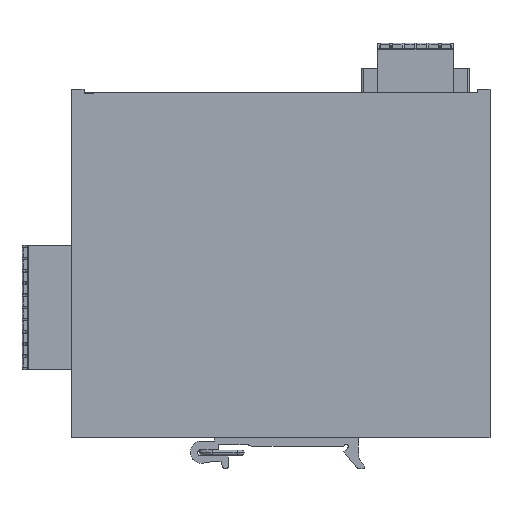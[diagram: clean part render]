
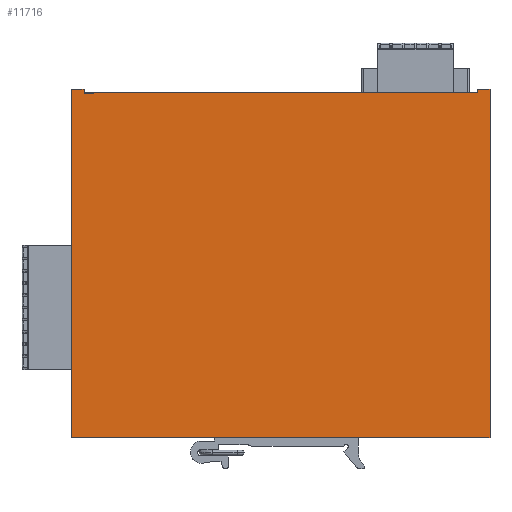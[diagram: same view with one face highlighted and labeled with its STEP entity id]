
A CAD part, left-side view. The second image highlights one B-rep face of the part: STEP entity #11716.
In plain terms, the highlighted planar face has unit normal (-1, 0, 0).
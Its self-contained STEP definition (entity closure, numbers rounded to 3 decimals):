
#11692=AXIS2_PLACEMENT_3D('Plane Axis2P3D',#11689,#11690,#11691) ;
#116=CARTESIAN_POINT('Line Origine',(0.,60.,9.003)) ;
#120=CARTESIAN_POINT('Vertex',(0.,120.,9.003)) ;
#122=CARTESIAN_POINT('Vertex',(0.,0.,9.003)) ;
#175=CARTESIAN_POINT('Line Origine',(0.,120.,59.003)) ;
#179=CARTESIAN_POINT('Vertex',(0.,120.,109.003)) ;
#2038=CARTESIAN_POINT('Vertex',(0.,0.,109.003)) ;
#2041=CARTESIAN_POINT('Line Origine',(0.,0.,59.003)) ;
#2070=CARTESIAN_POINT('Line Origine',(0.,1.75,109.003)) ;
#2074=CARTESIAN_POINT('Vertex',(0.,3.5,109.003)) ;
#2103=CARTESIAN_POINT('Vertex',(0.,116.5,109.003)) ;
#2111=CARTESIAN_POINT('Line Origine',(0.,118.25,109.003)) ;
#11503=CARTESIAN_POINT('Vertex',(0.,3.5,107.903)) ;
#11506=CARTESIAN_POINT('Line Origine',(0.,3.5,108.453)) ;
#11689=CARTESIAN_POINT('Axis2P3D Location',(0.,60.5,9.003)) ;
#11694=CARTESIAN_POINT('Line Origine',(0.,116.5,108.453)) ;
#11698=CARTESIAN_POINT('Vertex',(0.,116.5,107.903)) ;
#11701=CARTESIAN_POINT('Line Origine',(0.,60.,107.903)) ;
#117=DIRECTION('Vector Direction',(0.,1.,0.)) ;
#176=DIRECTION('Vector Direction',(0.,0.,1.)) ;
#2042=DIRECTION('Vector Direction',(0.,0.,1.)) ;
#2071=DIRECTION('Vector Direction',(0.,1.,0.)) ;
#2112=DIRECTION('Vector Direction',(0.,1.,0.)) ;
#11507=DIRECTION('Vector Direction',(0.,0.,-1.)) ;
#11690=DIRECTION('Axis2P3D Direction',(-1.,0.,0.)) ;
#11691=DIRECTION('Axis2P3D XDirection',(0.,1.,0.)) ;
#11695=DIRECTION('Vector Direction',(0.,0.,1.)) ;
#11702=DIRECTION('Vector Direction',(0.,1.,0.)) ;
#118=VECTOR('Line Direction',#117,1.) ;
#177=VECTOR('Line Direction',#176,1.) ;
#2043=VECTOR('Line Direction',#2042,1.) ;
#2072=VECTOR('Line Direction',#2071,1.) ;
#2113=VECTOR('Line Direction',#2112,1.) ;
#11508=VECTOR('Line Direction',#11507,1.) ;
#11696=VECTOR('Line Direction',#11695,1.) ;
#11703=VECTOR('Line Direction',#11702,1.) ;
#11707=ORIENTED_EDGE('',*,*,#11700,.T.) ;
#11708=ORIENTED_EDGE('',*,*,#2115,.T.) ;
#11709=ORIENTED_EDGE('',*,*,#181,.T.) ;
#11710=ORIENTED_EDGE('',*,*,#124,.T.) ;
#11711=ORIENTED_EDGE('',*,*,#2045,.T.) ;
#11712=ORIENTED_EDGE('',*,*,#2076,.T.) ;
#11713=ORIENTED_EDGE('',*,*,#11510,.F.) ;
#11714=ORIENTED_EDGE('',*,*,#11705,.T.) ;
#11716=ADVANCED_FACE('SWITCH',(#11715),#11693,.T.) ;
#124=EDGE_CURVE('',#121,#123,#119,.F.) ;
#181=EDGE_CURVE('',#180,#121,#178,.F.) ;
#2045=EDGE_CURVE('',#123,#2039,#2044,.T.) ;
#2076=EDGE_CURVE('',#2039,#2075,#2073,.T.) ;
#2115=EDGE_CURVE('',#2104,#180,#2114,.T.) ;
#11510=EDGE_CURVE('',#11504,#2075,#11509,.F.) ;
#11700=EDGE_CURVE('',#11699,#2104,#11697,.T.) ;
#11705=EDGE_CURVE('',#11504,#11699,#11704,.T.) ;
#11706=EDGE_LOOP('',(#11707,#11708,#11709,#11710,#11711,#11712,#11713,#11714)) ;
#11715=FACE_OUTER_BOUND('',#11706,.T.) ;
#119=LINE('Line',#116,#118) ;
#178=LINE('Line',#175,#177) ;
#2044=LINE('Line',#2041,#2043) ;
#2073=LINE('Line',#2070,#2072) ;
#2114=LINE('Line',#2111,#2113) ;
#11509=LINE('Line',#11506,#11508) ;
#11697=LINE('Line',#11694,#11696) ;
#11704=LINE('Line',#11701,#11703) ;
#11693=PLANE('',#11692) ;
#121=VERTEX_POINT('',#120) ;
#123=VERTEX_POINT('',#122) ;
#180=VERTEX_POINT('',#179) ;
#2039=VERTEX_POINT('',#2038) ;
#2075=VERTEX_POINT('',#2074) ;
#2104=VERTEX_POINT('',#2103) ;
#11504=VERTEX_POINT('',#11503) ;
#11699=VERTEX_POINT('',#11698) ;
